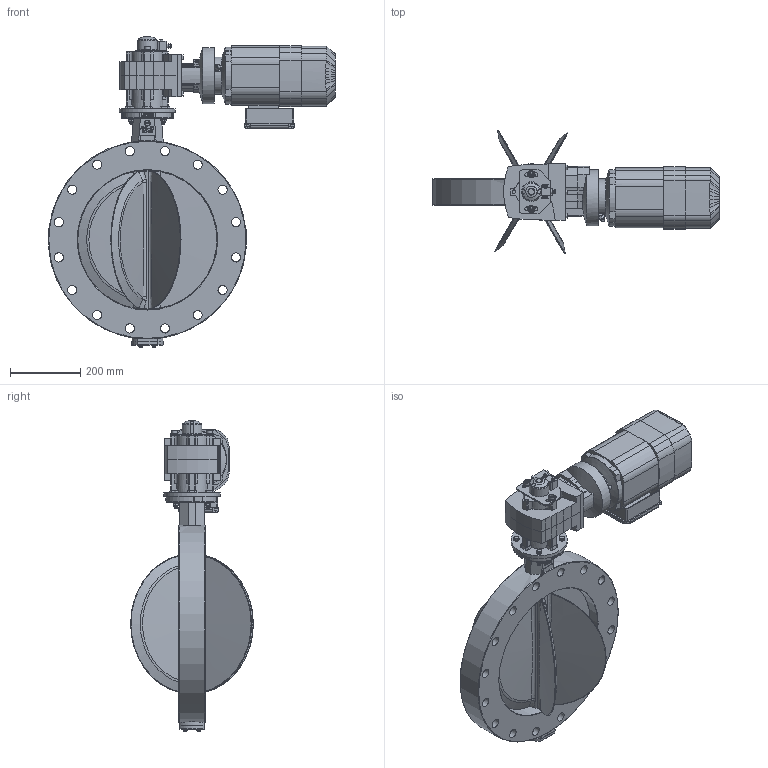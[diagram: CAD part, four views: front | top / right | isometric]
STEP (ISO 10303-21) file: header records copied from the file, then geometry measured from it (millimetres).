
FILE_DESCRIPTION((''),'2;1');
FILE_NAME('FSWZ-400-0000.stp','2013-03-14T09:47:48',('hellwig'),(''),'Autodesk Inventor 2011','Autodesk Inventor 2011','');
FILE_SCHEMA(('CONFIG_CONTROL_DESIGN'));
Length unit declared in the file: millimetre
Products named in the file (1): Bauteil3
Bounding box: 817.75 x 349.84 x 884.6 mm (x, y, z)
Volume: 28386658.7 mm3; surface area: 2035111.8 mm2
Topology: 1 solids, 63 shells, 2221 faces, 5583 edges, 3615 vertices
Faces by surface type: plane 1115, cylinder 547, bspline 262, cone 189, torus 98, sphere 10
Full cylindrical faces by diameter (mm): 1.2 x4, 2 x6, 2.5 x2, 4.134 x6, 4.917 x9, 5 x2, 5.3 x2, 6 x8, 6.5 x8, 6.647 x4, 8 x10, 8.4 x8, 8.5 x2, 9 x8, 10 x22, 10.5 x2, 11 x1, 11.63 x8, 12 x2, 16 x10, 16.5 x2, 20 x5, 20.1 x2, 26 x16, 28 x2, 28.6 x2, 30 x14, 30.5 x5, 31 x1, 32 x1
Entity records: 75124 total; most frequent: CARTESIAN_POINT 23374, ORIENTED_EDGE 9940, DIRECTION 9750, EDGE_CURVE 4970, AXIS2_PLACEMENT_3D 3575, VERTEX_POINT 3425, EDGE_LOOP 2942, VECTOR 2600
